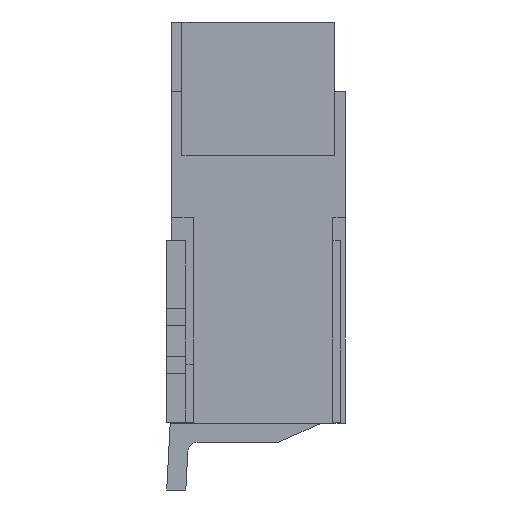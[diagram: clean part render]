
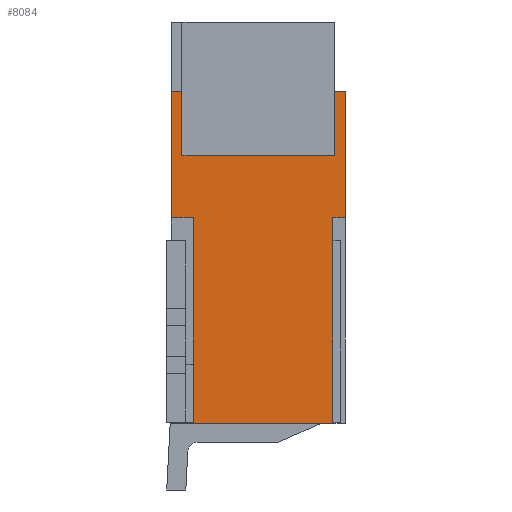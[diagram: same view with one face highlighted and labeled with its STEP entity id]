
A CAD part, left-side view. The second image highlights one B-rep face of the part: STEP entity #8084.
In plain terms, the highlighted planar face has unit normal (-1, 0, 0).
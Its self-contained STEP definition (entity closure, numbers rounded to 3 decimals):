
#841=DIRECTION('',(0.,0.,1.));
#842=VECTOR('',#841,2.15);
#843=CARTESIAN_POINT('',(0.,1.59,-4.2));
#844=LINE('',#843,#842);
#865=DIRECTION('',(0.,-1.,0.));
#866=VECTOR('',#865,0.23);
#867=CARTESIAN_POINT('',(0.,1.82,-2.05));
#868=LINE('',#867,#866);
#873=DIRECTION('',(0.,0.,-1.));
#874=VECTOR('',#873,1.32);
#875=CARTESIAN_POINT('',(0.,1.82,-0.73));
#876=LINE('',#875,#874);
#877=DIRECTION('',(0.,1.,0.));
#878=VECTOR('',#877,1.82);
#879=CARTESIAN_POINT('',(0.,0.,-0.73));
#880=LINE('',#879,#878);
#881=DIRECTION('',(0.,0.,1.));
#882=VECTOR('',#881,1.32);
#883=CARTESIAN_POINT('',(0.,0.,-2.05));
#884=LINE('',#883,#882);
#885=DIRECTION('',(0.,1.,0.));
#886=VECTOR('',#885,0.13);
#887=CARTESIAN_POINT('',(0.,0.,-2.05));
#888=LINE('',#887,#886);
#905=DIRECTION('',(0.,0.,-1.));
#906=VECTOR('',#905,2.15);
#907=CARTESIAN_POINT('',(0.,0.13,-2.05));
#908=LINE('',#907,#906);
#953=DIRECTION('',(0.,1.,0.));
#954=VECTOR('',#953,1.46);
#955=CARTESIAN_POINT('',(0.,0.13,-4.2));
#956=LINE('',#955,#954);
#5975=CARTESIAN_POINT('',(0.,0.,-0.73));
#5977=VERTEX_POINT('',#5975);
#5979=CARTESIAN_POINT('',(0.,0.,-2.05));
#5980=VERTEX_POINT('',#5979);
#6005=CARTESIAN_POINT('',(0.,1.82,-0.73));
#6007=VERTEX_POINT('',#6005);
#6035=CARTESIAN_POINT('',(0.,1.82,-2.05));
#6036=VERTEX_POINT('',#6035);
#6193=CARTESIAN_POINT('',(0.,0.13,-2.05));
#6194=VERTEX_POINT('',#6193);
#6195=CARTESIAN_POINT('',(0.,0.13,-4.2));
#6196=VERTEX_POINT('',#6195);
#6197=CARTESIAN_POINT('',(0.,1.59,-4.2));
#6198=VERTEX_POINT('',#6197);
#6199=CARTESIAN_POINT('',(0.,1.59,-2.05));
#6200=VERTEX_POINT('',#6199);
#8066=CARTESIAN_POINT('',(0.,0.91,-2.465));
#8067=DIRECTION('',(1.,0.,0.));
#8068=DIRECTION('',(0.,0.,1.));
#8069=AXIS2_PLACEMENT_3D('',#8066,#8067,#8068);
#8070=PLANE('',#8069);
#8072=ORIENTED_EDGE('',*,*,#8071,.T.);
#8074=ORIENTED_EDGE('',*,*,#8073,.T.);
#8076=ORIENTED_EDGE('',*,*,#8075,.T.);
#8077=ORIENTED_EDGE('',*,*,#8041,.T.);
#8078=ORIENTED_EDGE('',*,*,#8059,.F.);
#8079=ORIENTED_EDGE('',*,*,#7927,.F.);
#8080=ORIENTED_EDGE('',*,*,#6891,.F.);
#8081=ORIENTED_EDGE('',*,*,#6876,.F.);
#8082=EDGE_LOOP('',(#8072,#8074,#8076,#8077,#8078,#8079,#8080,#8081));
#8083=FACE_OUTER_BOUND('',#8082,.F.);
#8084=ADVANCED_FACE('',(#8083),#8070,.F.);
#6876=EDGE_CURVE('',#5980,#5977,#884,.T.);
#6891=EDGE_CURVE('',#5977,#6007,#880,.T.);
#7927=EDGE_CURVE('',#6007,#6036,#876,.T.);
#8041=EDGE_CURVE('',#6198,#6200,#844,.T.);
#8059=EDGE_CURVE('',#6036,#6200,#868,.T.);
#8071=EDGE_CURVE('',#5980,#6194,#888,.T.);
#8073=EDGE_CURVE('',#6194,#6196,#908,.T.);
#8075=EDGE_CURVE('',#6196,#6198,#956,.T.);
